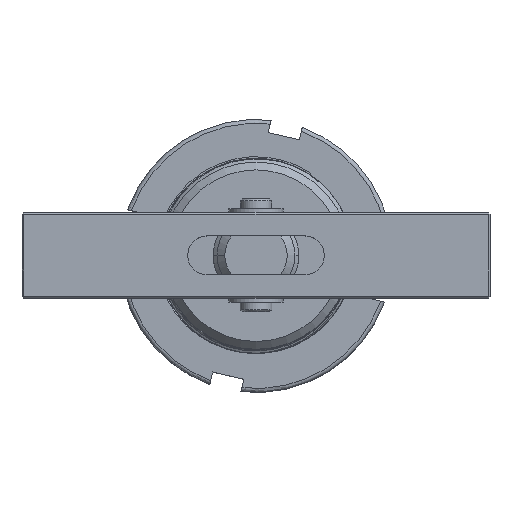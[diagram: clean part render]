
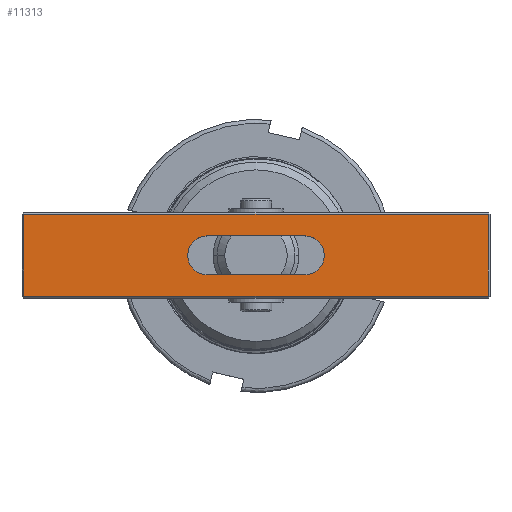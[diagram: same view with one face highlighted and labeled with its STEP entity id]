
A CAD part, top view. The second image highlights one B-rep face of the part: STEP entity #11313.
In plain terms, the highlighted planar face has unit normal (0, 0, 1).
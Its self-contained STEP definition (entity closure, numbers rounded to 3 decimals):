
#264 = VERTEX_POINT ( 'NONE', #10730 ) ;
#642 = VERTEX_POINT ( 'NONE', #5107 ) ;
#840 = ORIENTED_EDGE ( 'NONE', *, *, #1147, .F. ) ;
#865 = CARTESIAN_POINT ( 'NONE',  ( -12.5, 0., 22. ) ) ;
#980 = CARTESIAN_POINT ( 'NONE',  ( -12.5, 0., 22. ) ) ;
#1089 = CARTESIAN_POINT ( 'NONE',  ( 12.5, -5., 22. ) ) ;
#1147 = EDGE_CURVE ( 'NONE', #4761, #8242, #6189, .T. ) ;
#1355 = AXIS2_PLACEMENT_3D ( 'NONE', #980, #7812, #1960 ) ;
#1422 = ORIENTED_EDGE ( 'NONE', *, *, #10917, .T. ) ;
#1528 = DIRECTION ( 'NONE',  ( 0., 1., 0. ) ) ;
#1850 = DIRECTION ( 'NONE',  ( 1., 0., 0. ) ) ;
#1901 = DIRECTION ( 'NONE',  ( -1., 0., 0. ) ) ;
#1960 = DIRECTION ( 'NONE',  ( 1., 0., 0. ) ) ;
#2010 = PLANE ( 'NONE',  #11316 ) ;
#2048 = LINE ( 'NONE', #8948, #12135 ) ;
#2113 = DIRECTION ( 'NONE',  ( 1., 0., 0. ) ) ;
#2162 = CARTESIAN_POINT ( 'NONE',  ( 12.5, 5., 22. ) ) ;
#2174 = EDGE_CURVE ( 'NONE', #9386, #4761, #2048, .T. ) ;
#2250 = EDGE_LOOP ( 'NONE', ( #3237, #1422, #9988, #11438 ) ) ;
#2615 = FACE_OUTER_BOUND ( 'NONE', #2250, .T. ) ;
#2756 = CIRCLE ( 'NONE', #9124, 5. ) ;
#3237 = ORIENTED_EDGE ( 'NONE', *, *, #9905, .T. ) ;
#3334 = CARTESIAN_POINT ( 'NONE',  ( -59.5, 10.5, 22. ) ) ;
#3608 = CARTESIAN_POINT ( 'NONE',  ( 12.5, 0., 22. ) ) ;
#3945 = LINE ( 'NONE', #4168, #8861 ) ;
#4168 = CARTESIAN_POINT ( 'NONE',  ( -60., 10.5, 22. ) ) ;
#4278 = VECTOR ( 'NONE', #1901, 1000. ) ;
#4591 = DIRECTION ( 'NONE',  ( 1., 0., 0. ) ) ;
#4751 = EDGE_LOOP ( 'NONE', ( #6866, #840, #9027, #10342, #7009 ) ) ;
#4761 = VERTEX_POINT ( 'NONE', #1089 ) ;
#4929 = CARTESIAN_POINT ( 'NONE',  ( 59.5, 10.5, 22. ) ) ;
#5046 = LINE ( 'NONE', #9341, #7662 ) ;
#5107 = CARTESIAN_POINT ( 'NONE',  ( 59.5, -10.5, 22. ) ) ;
#5141 = DIRECTION ( 'NONE',  ( -1., 0., 0. ) ) ;
#5367 = EDGE_CURVE ( 'NONE', #12213, #7592, #7250, .T. ) ;
#5927 = DIRECTION ( 'NONE',  ( 1., 0., 0. ) ) ;
#5937 = CARTESIAN_POINT ( 'NONE',  ( 60., -10.5, 22. ) ) ;
#6189 = CIRCLE ( 'NONE', #8681, 5. ) ;
#6736 = EDGE_CURVE ( 'NONE', #8242, #264, #12066, .T. ) ;
#6863 = CARTESIAN_POINT ( 'NONE',  ( 0., 0., 22. ) ) ;
#6866 = ORIENTED_EDGE ( 'NONE', *, *, #6736, .F. ) ;
#7009 = ORIENTED_EDGE ( 'NONE', *, *, #10613, .F. ) ;
#7250 = LINE ( 'NONE', #8144, #11796 ) ;
#7592 = VERTEX_POINT ( 'NONE', #8196 ) ;
#7662 = VECTOR ( 'NONE', #1528, 1000. ) ;
#7698 = DIRECTION ( 'NONE',  ( 0., 0., 1. ) ) ;
#7812 = DIRECTION ( 'NONE',  ( 0., 0., 1. ) ) ;
#7814 = FACE_BOUND ( 'NONE', #4751, .T. ) ;
#7905 = DIRECTION ( 'NONE',  ( 1., 0., 0. ) ) ;
#8144 = CARTESIAN_POINT ( 'NONE',  ( -59.5, -11., 22. ) ) ;
#8190 = DIRECTION ( 'NONE',  ( 0., -1., 0. ) ) ;
#8196 = CARTESIAN_POINT ( 'NONE',  ( -59.5, -10.5, 22. ) ) ;
#8242 = VERTEX_POINT ( 'NONE', #2162 ) ;
#8381 = LINE ( 'NONE', #5937, #10670 ) ;
#8478 = EDGE_CURVE ( 'NONE', #11317, #12213, #3945, .T. ) ;
#8681 = AXIS2_PLACEMENT_3D ( 'NONE', #3608, #10469, #4591 ) ;
#8861 = VECTOR ( 'NONE', #5141, 1000. ) ;
#8948 = CARTESIAN_POINT ( 'NONE',  ( -12.5, -5., 22. ) ) ;
#9027 = ORIENTED_EDGE ( 'NONE', *, *, #2174, .F. ) ;
#9061 = CARTESIAN_POINT ( 'NONE',  ( -17.5, 0., 22. ) ) ;
#9124 = AXIS2_PLACEMENT_3D ( 'NONE', #865, #7698, #1850 ) ;
#9341 = CARTESIAN_POINT ( 'NONE',  ( 59.5, 11., 22. ) ) ;
#9386 = VERTEX_POINT ( 'NONE', #9985 ) ;
#9905 = EDGE_CURVE ( 'NONE', #7592, #642, #8381, .T. ) ;
#9985 = CARTESIAN_POINT ( 'NONE',  ( -12.5, -5., 22. ) ) ;
#9988 = ORIENTED_EDGE ( 'NONE', *, *, #8478, .T. ) ;
#10342 = ORIENTED_EDGE ( 'NONE', *, *, #11736, .F. ) ;
#10469 = DIRECTION ( 'NONE',  ( 0., 0., 1. ) ) ;
#10613 = EDGE_CURVE ( 'NONE', #264, #12069, #10949, .T. ) ;
#10670 = VECTOR ( 'NONE', #7905, 1000. ) ;
#10730 = CARTESIAN_POINT ( 'NONE',  ( -12.5, 5., 22. ) ) ;
#10917 = EDGE_CURVE ( 'NONE', #642, #11317, #5046, .T. ) ;
#10949 = CIRCLE ( 'NONE', #1355, 5. ) ;
#11313 = ADVANCED_FACE ( 'NONE', ( #2615, #7814 ), #2010, .T. ) ;
#11316 = AXIS2_PLACEMENT_3D ( 'NONE', #6863, #11771, #5927 ) ;
#11317 = VERTEX_POINT ( 'NONE', #4929 ) ;
#11438 = ORIENTED_EDGE ( 'NONE', *, *, #5367, .T. ) ;
#11736 = EDGE_CURVE ( 'NONE', #12069, #9386, #2756, .T. ) ;
#11771 = DIRECTION ( 'NONE',  ( 0., 0., 1. ) ) ;
#11796 = VECTOR ( 'NONE', #8190, 1000. ) ;
#12066 = LINE ( 'NONE', #12590, #4278 ) ;
#12069 = VERTEX_POINT ( 'NONE', #9061 ) ;
#12135 = VECTOR ( 'NONE', #2113, 1000. ) ;
#12213 = VERTEX_POINT ( 'NONE', #3334 ) ;
#12590 = CARTESIAN_POINT ( 'NONE',  ( -12.5, 5., 22. ) ) ;
